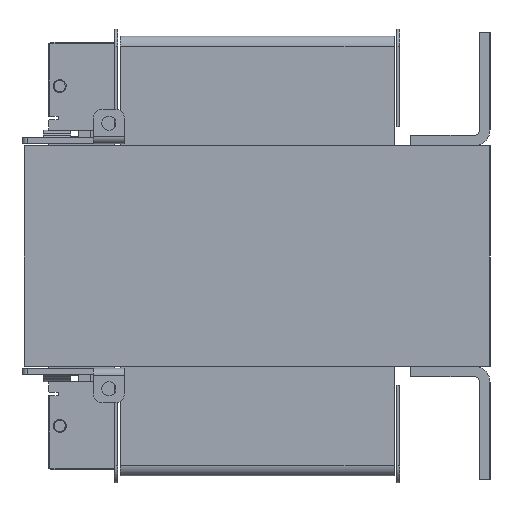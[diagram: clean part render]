
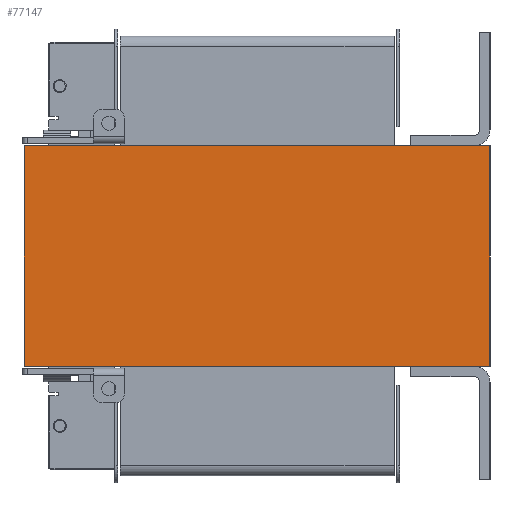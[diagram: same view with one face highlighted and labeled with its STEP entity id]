
A CAD part, left-side view. The second image highlights one B-rep face of the part: STEP entity #77147.
In plain terms, the highlighted planar face has unit normal (-1, 0, 0).
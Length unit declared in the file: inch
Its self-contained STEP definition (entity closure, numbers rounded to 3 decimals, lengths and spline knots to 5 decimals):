
#5929 = EDGE_CURVE ( 'NONE', #78201, #75193, #23873, .T. ) ;
#8072 = CARTESIAN_POINT ( 'NONE',  ( -3.18898, 1.59449, 1.25984 ) ) ;
#8733 = VERTEX_POINT ( 'NONE', #58168 ) ;
#14193 = ORIENTED_EDGE ( 'NONE', *, *, #123255, .F. ) ;
#14736 = CARTESIAN_POINT ( 'NONE',  ( -3.18898, -2.65748, 1.25984 ) ) ;
#18054 = VECTOR ( 'NONE', #84389, 39.37008 ) ;
#19510 = LINE ( 'NONE', #25635, #18054 ) ;
#19892 = LINE ( 'NONE', #102022, #27439 ) ;
#23873 = LINE ( 'NONE', #8072, #91929 ) ;
#25635 = CARTESIAN_POINT ( 'NONE',  ( -3.18898, 1.59449, -1.25984 ) ) ;
#25833 = DIRECTION ( 'NONE',  ( 0., 0., 1. ) ) ;
#27439 = VECTOR ( 'NONE', #25833, 39.37008 ) ;
#37779 = FACE_OUTER_BOUND ( 'NONE', #120837, .T. ) ;
#38559 = DIRECTION ( 'NONE',  ( -1., 0., 0. ) ) ;
#45760 = VERTEX_POINT ( 'NONE', #61120 ) ;
#48340 = DIRECTION ( 'NONE',  ( 0., 0., 1. ) ) ;
#58168 = CARTESIAN_POINT ( 'NONE',  ( -3.18898, 2.65748, -1.25984 ) ) ;
#60287 = CARTESIAN_POINT ( 'NONE',  ( -3.18898, 2.65748, 1.25984 ) ) ;
#61120 = CARTESIAN_POINT ( 'NONE',  ( -3.18898, -2.65748, -1.25984 ) ) ;
#65648 = ORIENTED_EDGE ( 'NONE', *, *, #109622, .F. ) ;
#75193 = VERTEX_POINT ( 'NONE', #14736 ) ;
#75675 = EDGE_CURVE ( 'NONE', #45760, #75193, #19892, .T. ) ;
#76676 = AXIS2_PLACEMENT_3D ( 'NONE', #86742, #38559, #48340 ) ;
#77074 = PLANE ( 'NONE',  #76676 ) ;
#77147 = ADVANCED_FACE ( 'NONE', ( #37779 ), #77074, .T. ) ;
#78201 = VERTEX_POINT ( 'NONE', #60287 ) ;
#84389 = DIRECTION ( 'NONE',  ( 0., 1., 0. ) ) ;
#84628 = DIRECTION ( 'NONE',  ( 0., -1., 0. ) ) ;
#86742 = CARTESIAN_POINT ( 'NONE',  ( -3.18898, 1.59449, -1.25993 ) ) ;
#86745 = VECTOR ( 'NONE', #88370, 39.37008 ) ;
#88370 = DIRECTION ( 'NONE',  ( 0., 0., 1. ) ) ;
#91929 = VECTOR ( 'NONE', #84628, 39.37008 ) ;
#97117 = ORIENTED_EDGE ( 'NONE', *, *, #5929, .F. ) ;
#102022 = CARTESIAN_POINT ( 'NONE',  ( -3.18898, -2.65748, -1.25993 ) ) ;
#109622 = EDGE_CURVE ( 'NONE', #45760, #8733, #19510, .T. ) ;
#112575 = LINE ( 'NONE', #118876, #86745 ) ;
#118876 = CARTESIAN_POINT ( 'NONE',  ( -3.18898, 2.65748, -1.25993 ) ) ;
#120378 = ORIENTED_EDGE ( 'NONE', *, *, #75675, .T. ) ;
#120837 = EDGE_LOOP ( 'NONE', ( #65648, #120378, #97117, #14193 ) ) ;
#123255 = EDGE_CURVE ( 'NONE', #8733, #78201, #112575, .T. ) ;
